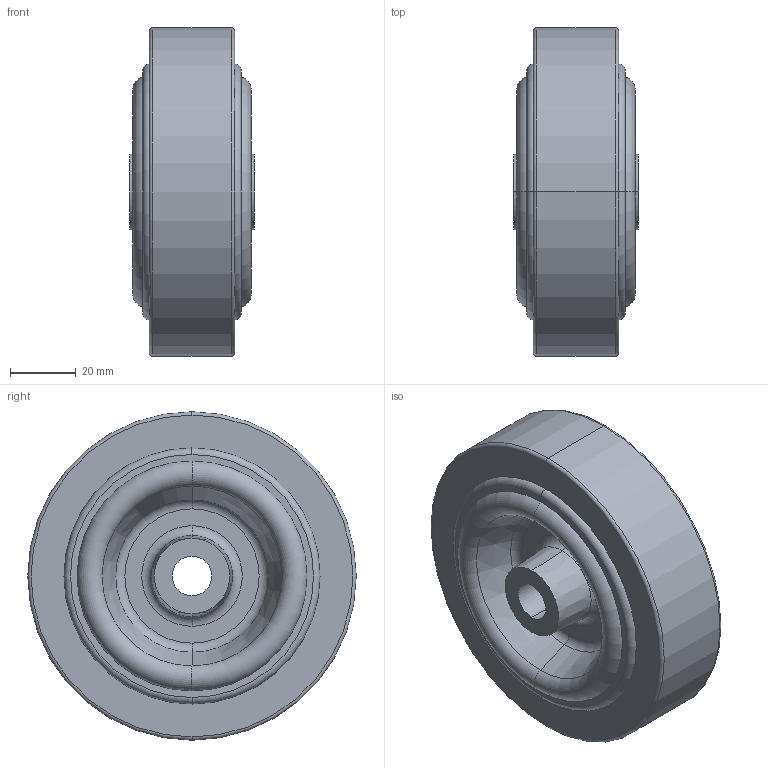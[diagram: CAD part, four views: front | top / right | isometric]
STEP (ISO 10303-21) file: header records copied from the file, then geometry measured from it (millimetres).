
FILE_DESCRIPTION (( 'STEP AP214' ), '1' );
FILE_NAME ('0016811_HGK-100-30-38-G12-rot.STEP', '2016-06-15T09:49:16', ( '' ), ( '' ), 'SwSTEP 2.0', 'SolidWorks 2016', '' );
FILE_SCHEMA (( 'AUTOMOTIVE_DESIGN' ));
Length unit declared in the file: millimetre
Products named in the file (1): 0016811_HGK-100-30-38-G12-rot
Bounding box: 38 x 100 x 100 mm (x, y, z)
Volume: 193432 mm3; surface area: 44159.7 mm2
Topology: 2 solids, 2 shells, 56 faces, 112 edges, 64 vertices
Faces by surface type: torus 28, cylinder 12, cone 8, plane 8
Entity records: 2139 total; most frequent: DIRECTION 318, CARTESIAN_POINT 233, ORIENTED_EDGE 224, AXIS2_PLACEMENT_3D 149, EDGE_CURVE 112, CIRCLE 92, EDGE_LOOP 64, VERTEX_POINT 64
